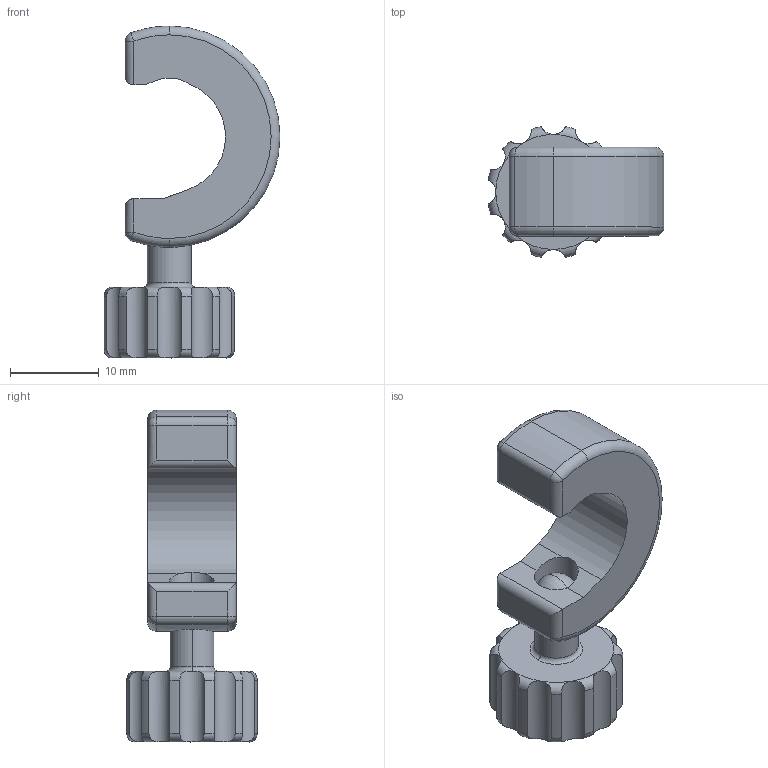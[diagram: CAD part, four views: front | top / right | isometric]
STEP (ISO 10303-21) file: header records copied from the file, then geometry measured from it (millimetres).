
FILE_DESCRIPTION (( 'STEP AP203' ), '1' );
FILE_NAME ('03HFC-2M.STEP', '2022-03-29T02:42:26', ( '' ), ( '' ), 'SwSTEP 2.0', 'SolidWorks 2021', '' );
FILE_SCHEMA (( 'CONFIG_CONTROL_DESIGN' ));
Length unit declared in the file: millimetre
Products named in the file (1): 03HFC-2M
Bounding box: 19.88 x 14.75 x 37.5 mm (x, y, z)
Surface area: 2264.7 mm2 (no closed solid volume)
Topology: 0 solids, 2 shells, 101 faces, 251 edges, 149 vertices
Faces by surface type: cylinder 46, torus 32, plane 17, sphere 6
Entity records: 3549 total; most frequent: CARTESIAN_POINT 1176, ORIENTED_EDGE 488, DIRECTION 477, EDGE_CURVE 247, AXIS2_PLACEMENT_3D 196, VERTEX_POINT 149, EDGE_LOOP 103, FACE_OUTER_BOUND 101
